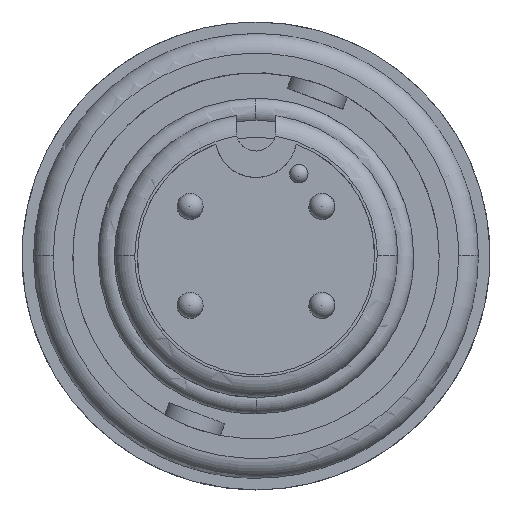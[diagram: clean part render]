
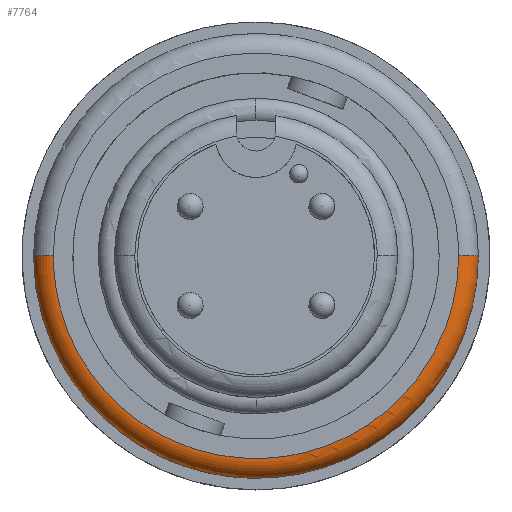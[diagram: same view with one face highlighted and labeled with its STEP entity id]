
A CAD part, top view. The second image highlights one B-rep face of the part: STEP entity #7764.
In plain terms, the highlighted toroidal (fillet/blend) face has major radius 7.811 mm and minor radius 0.762 mm.
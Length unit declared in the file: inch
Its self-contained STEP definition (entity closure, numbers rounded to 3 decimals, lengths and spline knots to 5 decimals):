
#144 = CARTESIAN_POINT ( 'NONE',  ( 0., 0., 0.14758 ) ) ;
#259 = VERTEX_POINT ( 'NONE', #12261 ) ;
#418 = CARTESIAN_POINT ( 'NONE',  ( -0.3075, 0., 0.14758 ) ) ;
#554 = CARTESIAN_POINT ( 'NONE',  ( 0.3375, 0., 0.14758 ) ) ;
#668 = B_SPLINE_CURVE_WITH_KNOTS ( 'NONE', 3,
 ( #17088, #1769, #6007, #15749 ),
 .UNSPECIFIED., .F., .F.,
 ( 4, 4 ),
 ( 0.88564, 1. ),
 .UNSPECIFIED. ) ;
#720 = CARTESIAN_POINT ( 'NONE',  ( -0.21322, -0.22442, 0.17758 ) ) ;
#735 = CARTESIAN_POINT ( 'NONE',  ( -0.20368, -0.27194, 0.14758 ) ) ;
#1583 = DIRECTION ( 'NONE',  ( -1., 0., 0. ) ) ;
#1769 = CARTESIAN_POINT ( 'NONE',  ( 0.3075, -0.03683, 0.17758 ) ) ;
#1849 = DIRECTION ( 'NONE',  ( 0., 0., -1. ) ) ;
#1983 = AXIS2_PLACEMENT_3D ( 'NONE', #418, #10236, #1849 ) ;
#2083 = CARTESIAN_POINT ( 'NONE',  ( 0.27533, -0.14149, 0.17758 ) ) ;
#2133 = CARTESIAN_POINT ( 'NONE',  ( -0.27694, -0.13832, 0.17758 ) ) ;
#2154 = CARTESIAN_POINT ( 'NONE',  ( -0.0988, -0.32508, 0.14758 ) ) ;
#2163 = VERTEX_POINT ( 'NONE', #12758 ) ;
#2293 = CARTESIAN_POINT ( 'NONE',  ( 0.28787, -0.10812, 0.17758 ) ) ;
#2955 = ORIENTED_EDGE ( 'NONE', *, *, #17782, .T. ) ;
#3355 = EDGE_CURVE ( 'NONE', #5960, #5788, #5801, .T. ) ;
#3494 = CARTESIAN_POINT ( 'NONE',  ( 0.21062, -0.22686, 0.17758 ) ) ;
#3510 = CARTESIAN_POINT ( 'NONE',  ( -0.3375, -0.03913, 0.14758 ) ) ;
#3556 = CARTESIAN_POINT ( 'NONE',  ( -0.3075, -0.03565, 0.17758 ) ) ;
#3571 = CARTESIAN_POINT ( 'NONE',  ( 0.01791, -0.33929, 0.14758 ) ) ;
#4696 = ORIENTED_EDGE ( 'NONE', *, *, #7375, .T. ) ;
#4734 = ORIENTED_EDGE ( 'NONE', *, *, #7437, .T. ) ;
#4838 = CARTESIAN_POINT ( 'NONE',  ( 0.33016, -0.08083, 0.14758 ) ) ;
#4902 = CARTESIAN_POINT ( 'NONE',  ( 0.1207, -0.28506, 0.17758 ) ) ;
#4975 = CARTESIAN_POINT ( 'NONE',  ( 0.13247, -0.31287, 0.14758 ) ) ;
#5360 = EDGE_CURVE ( 'NONE', #9702, #16830, #14322, .T. ) ;
#5748 = AXIS2_PLACEMENT_3D ( 'NONE', #144, #8561, #1583 ) ;
#5788 = VERTEX_POINT ( 'NONE', #554 ) ;
#5801 = CIRCLE ( 'NONE', #16333, 0.03 ) ;
#5960 = VERTEX_POINT ( 'NONE', #7980 ) ;
#5988 = CIRCLE ( 'NONE', #1983, 0.03 ) ;
#6007 = CARTESIAN_POINT ( 'NONE',  ( 0.30081, -0.07364, 0.17758 ) ) ;
#6253 = CARTESIAN_POINT ( 'NONE',  ( 0.3375, -0.04042, 0.14758 ) ) ;
#6311 = CARTESIAN_POINT ( 'NONE',  ( 0.01632, -0.30913, 0.17758 ) ) ;
#6385 = CARTESIAN_POINT ( 'NONE',  ( 0.23117, -0.24899, 0.14758 ) ) ;
#6636 = TOROIDAL_SURFACE ( 'NONE', #5748, 0.3075, 0.03 ) ;
#6652 = CARTESIAN_POINT ( 'NONE',  ( 0.3075, 0., 0.14758 ) ) ;
#7375 = EDGE_CURVE ( 'NONE', #16830, #2163, #5988, .T. ) ;
#7437 = EDGE_CURVE ( 'NONE', #2163, #259, #8587, .T. ) ;
#7718 = CARTESIAN_POINT ( 'NONE',  ( -0.3075, 0., 0.17758 ) ) ;
#7720 = ORIENTED_EDGE ( 'NONE', *, *, #3355, .F. ) ;
#7723 = CARTESIAN_POINT ( 'NONE',  ( -0.09002, -0.29618, 0.17758 ) ) ;
#7741 = CARTESIAN_POINT ( 'NONE',  ( -0.30396, -0.15181, 0.14758 ) ) ;
#7764 = ADVANCED_FACE ( 'NONE', ( #13197 ), #6636, .T. ) ;
#7802 = CARTESIAN_POINT ( 'NONE',  ( 0.30219, -0.1553, 0.14758 ) ) ;
#7896 = EDGE_CURVE ( 'NONE', #259, #5788, #11526, .T. ) ;
#7980 = CARTESIAN_POINT ( 'NONE',  ( 0.3075, 0., 0.17758 ) ) ;
#8052 = DIRECTION ( 'NONE',  ( -1., 0., 0. ) ) ;
#8561 = DIRECTION ( 'NONE',  ( 0., 0., -1. ) ) ;
#8587 = B_SPLINE_CURVE_WITH_KNOTS ( 'NONE', 3,
 ( #13294, #3510, #16071, #7741, #17468, #9138, #735, #10538, #2154, #11950, #3571, #13359, #4975, #14745, #6385, #16131, #7802, #17528 ),
 .UNSPECIFIED., .F., .F.,
 ( 4, 2, 2, 2, 2, 2, 2, 2, 4 ),
 ( 0.11436, 0.22507, 0.33577, 0.44648, 0.55718, 0.66789, 0.77859, 0.8893, 1. ),
 .UNSPECIFIED. ) ;
#8990 = EDGE_LOOP ( 'NONE', ( #7720, #2955, #9624, #4696, #4734, #12596 ) ) ;
#9121 = CARTESIAN_POINT ( 'NONE',  ( -0.18557, -0.24777, 0.17758 ) ) ;
#9138 = CARTESIAN_POINT ( 'NONE',  ( -0.23402, -0.24632, 0.14758 ) ) ;
#9624 = ORIENTED_EDGE ( 'NONE', *, *, #5360, .T. ) ;
#9702 = VERTEX_POINT ( 'NONE', #2293 ) ;
#10236 = DIRECTION ( 'NONE',  ( 0., -1., 0. ) ) ;
#10521 = CARTESIAN_POINT ( 'NONE',  ( -0.25891, -0.16969, 0.17758 ) ) ;
#10538 = CARTESIAN_POINT ( 'NONE',  ( -0.13606, -0.31133, 0.14758 ) ) ;
#11526 = B_SPLINE_CURVE_WITH_KNOTS ( 'NONE', 3,
 ( #15928, #4838, #6253, #15987 ),
 .UNSPECIFIED., .F., .F.,
 ( 4, 4 ),
 ( 0., 0.11436 ),
 .UNSPECIFIED. ) ;
#11870 = CARTESIAN_POINT ( 'NONE',  ( 0.25694, -0.17265, 0.17758 ) ) ;
#11936 = CARTESIAN_POINT ( 'NONE',  ( -0.30124, -0.07129, 0.17758 ) ) ;
#11950 = CARTESIAN_POINT ( 'NONE',  ( -0.02181, -0.33906, 0.14758 ) ) ;
#12261 = CARTESIAN_POINT ( 'NONE',  ( 0.31595, -0.11867, 0.14758 ) ) ;
#12596 = ORIENTED_EDGE ( 'NONE', *, *, #7896, .T. ) ;
#12758 = CARTESIAN_POINT ( 'NONE',  ( -0.3375, 0., 0.14758 ) ) ;
#13197 = FACE_OUTER_BOUND ( 'NONE', #8990, .T. ) ;
#13282 = CARTESIAN_POINT ( 'NONE',  ( 0.18271, -0.24989, 0.17758 ) ) ;
#13294 = CARTESIAN_POINT ( 'NONE',  ( -0.3375, 0., 0.14758 ) ) ;
#13340 = CARTESIAN_POINT ( 'NONE',  ( -0.3075, 0., 0.17758 ) ) ;
#13359 = CARTESIAN_POINT ( 'NONE',  ( 0.09506, -0.32619, 0.14758 ) ) ;
#14322 = B_SPLINE_CURVE_WITH_KNOTS ( 'NONE', 3,
 ( #17393, #2083, #11870, #3494, #13282, #4902, #14666, #6311, #16059, #7723, #17451, #9121, #720, #10521, #2133, #11936, #3556, #13340 ),
 .UNSPECIFIED., .F., .F.,
 ( 4, 2, 2, 2, 2, 2, 2, 2, 4 ),
 ( 0., 0.1107, 0.22141, 0.33211, 0.44282, 0.55352, 0.66423, 0.77493, 0.88564 ),
 .UNSPECIFIED. ) ;
#14666 = CARTESIAN_POINT ( 'NONE',  ( 0.08661, -0.2972, 0.17758 ) ) ;
#14745 = CARTESIAN_POINT ( 'NONE',  ( 0.20054, -0.27427, 0.14758 ) ) ;
#15749 = CARTESIAN_POINT ( 'NONE',  ( 0.28787, -0.10812, 0.17758 ) ) ;
#15928 = CARTESIAN_POINT ( 'NONE',  ( 0.31595, -0.11867, 0.14758 ) ) ;
#15987 = CARTESIAN_POINT ( 'NONE',  ( 0.3375, 0., 0.14758 ) ) ;
#16059 = CARTESIAN_POINT ( 'NONE',  ( -0.01987, -0.30892, 0.17758 ) ) ;
#16071 = CARTESIAN_POINT ( 'NONE',  ( -0.33063, -0.07824, 0.14758 ) ) ;
#16131 = CARTESIAN_POINT ( 'NONE',  ( 0.28201, -0.1895, 0.14758 ) ) ;
#16333 = AXIS2_PLACEMENT_3D ( 'NONE', #6652, #16391, #8052 ) ;
#16391 = DIRECTION ( 'NONE',  ( 0., 1., 0. ) ) ;
#16830 = VERTEX_POINT ( 'NONE', #7718 ) ;
#17088 = CARTESIAN_POINT ( 'NONE',  ( 0.3075, 0., 0.17758 ) ) ;
#17393 = CARTESIAN_POINT ( 'NONE',  ( 0.28787, -0.10812, 0.17758 ) ) ;
#17451 = CARTESIAN_POINT ( 'NONE',  ( -0.12397, -0.28365, 0.17758 ) ) ;
#17468 = CARTESIAN_POINT ( 'NONE',  ( -0.28417, -0.18624, 0.14758 ) ) ;
#17528 = CARTESIAN_POINT ( 'NONE',  ( 0.31595, -0.11867, 0.14758 ) ) ;
#17782 = EDGE_CURVE ( 'NONE', #5960, #9702, #668, .T. ) ;
